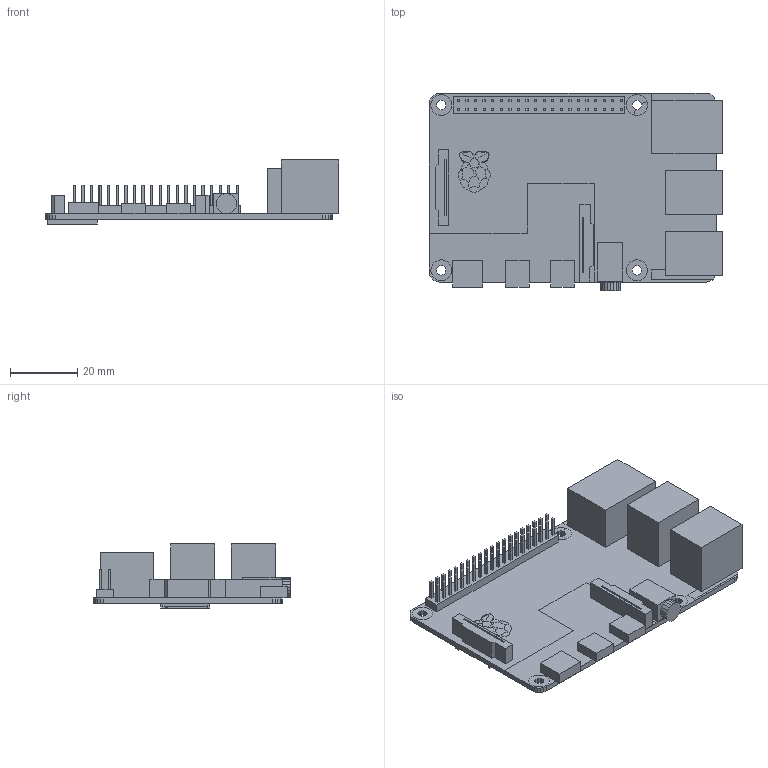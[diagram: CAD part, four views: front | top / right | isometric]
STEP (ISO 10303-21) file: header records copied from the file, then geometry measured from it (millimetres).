
FILE_DESCRIPTION (( 'STEP AP203' ), '1' );
FILE_NAME ('Raspberry Pi 4 B.STEP', '2019-07-02T01:06:47', ( '' ), ( '' ), 'SwSTEP 2.0', 'SolidWorks 2017', '' );
FILE_SCHEMA (( 'CONFIG_CONTROL_DESIGN' ));
Length unit declared in the file: millimetre
Products named in the file (1): Raspberry Pi 4 B
Bounding box: 86.9 x 58.59 x 19 mm (x, y, z)
Surface area: 22243.2 mm2 (no closed solid volume)
Topology: 0 solids, 20 shells, 1311 faces, 3713 edges, 2432 vertices
Faces by surface type: plane 1311
Entity records: 42067 total; most frequent: CARTESIAN_POINT 8742, ORIENTED_EDGE 7348, DIRECTION 5911, EDGE_CURVE 3714, VECTOR 3287, LINE 3287, VERTEX_POINT 2435, EDGE_LOOP 1441
